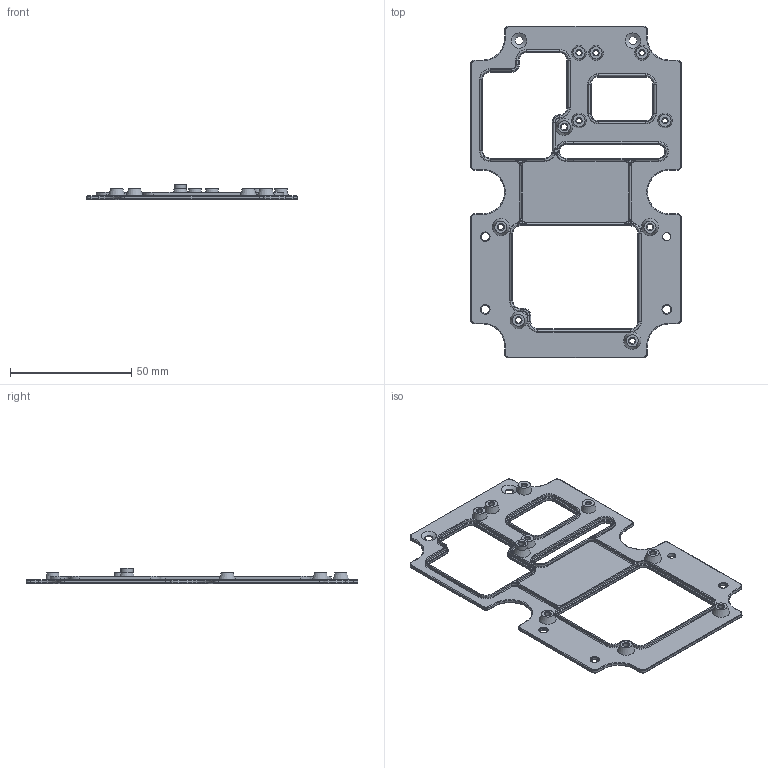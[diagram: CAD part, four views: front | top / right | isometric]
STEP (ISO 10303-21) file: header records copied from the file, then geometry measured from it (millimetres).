
FILE_DESCRIPTION(/* description */ (''),/* implementation_level */ '2;1');
FILE_NAME(/* name */ 'Bespoke.step',/* time_stamp */ '2023-07-20T13:10:06+08:00',/* author */ (''),/* organization */ (''),/* preprocessor_version */ 'ST-DEVELOPER v19.2',/* originating_system */ 'Autodesk Translation Framework v12.6.0.85',/* authorisation */ '');
FILE_SCHEMA (('AUTOMOTIVE_DESIGN { 1 0 10303 214 3 1 1 }'));
Length unit declared in the file: millimetre
Products named in the file (1): Bespoke
Bounding box: 87 x 137 x 6.3 mm (x, y, z)
Volume: 10977.5 mm3; surface area: 16652.7 mm2
Topology: 1 solids, 1 shells, 569 faces, 1259 edges, 700 vertices
Faces by surface type: cylinder 250, torus 154, plane 113, bspline 40, cone 12
Full cylindrical faces by diameter (mm): 2 x5, 2.3 x4, 2.5 x1, 3.4 x6, 5 x1
Entity records: 16224 total; most frequent: CARTESIAN_POINT 3389, DIRECTION 2965, ORIENTED_EDGE 2518, EDGE_CURVE 1259, AXIS2_PLACEMENT_3D 1224, VERTEX_POINT 700, CIRCLE 694, EDGE_LOOP 617
